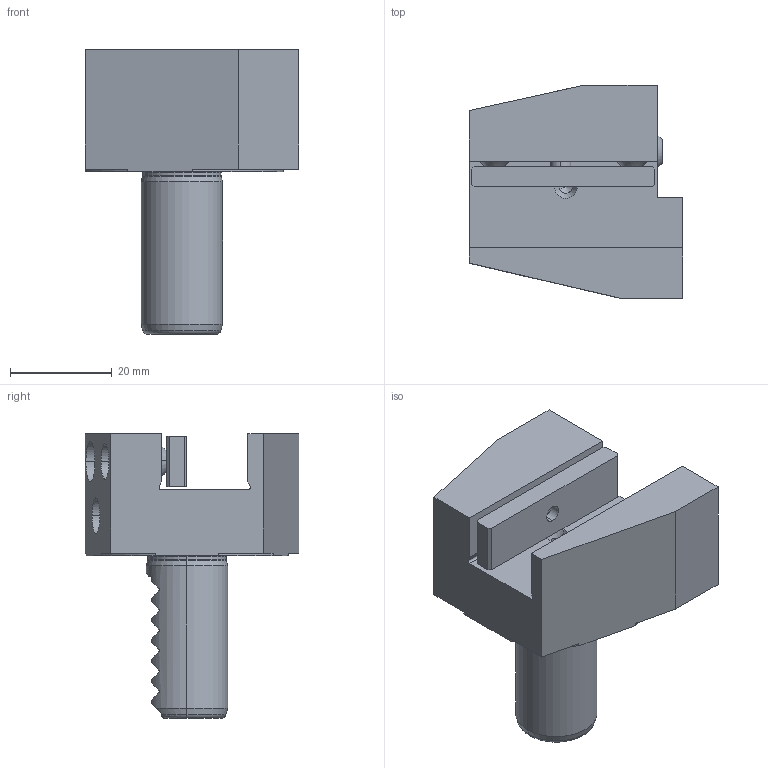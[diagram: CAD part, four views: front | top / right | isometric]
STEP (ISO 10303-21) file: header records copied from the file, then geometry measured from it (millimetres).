
FILE_DESCRIPTION (( 'STEP AP203' ), '1' );
FILE_NAME ('B1 16 12 24 ASSEMBLY.STEP', '2014-09-13T05:36:07', ( '' ), ( '' ), 'SwSTEP 2.0', 'SolidWorks 2011', '' );
FILE_SCHEMA (( 'CONFIG_CONTROL_DESIGN' ));
Length unit declared in the file: millimetre
Products named in the file (1): B1 16 12 24 ASSEMBLY
Bounding box: 42 x 42 x 56 mm (x, y, z)
Volume: 33769.5 mm3; surface area: 13481 mm2
Topology: 8 solids, 8 shells, 225 faces, 557 edges, 348 vertices
Faces by surface type: plane 108, cylinder 64, cone 38, torus 11, sphere 4
Entity records: 6801 total; most frequent: CARTESIAN_POINT 1481, DIRECTION 1105, ORIENTED_EDGE 1078, EDGE_CURVE 539, AXIS2_PLACEMENT_3D 404, VERTEX_POINT 342, VECTOR 297, LINE 297
